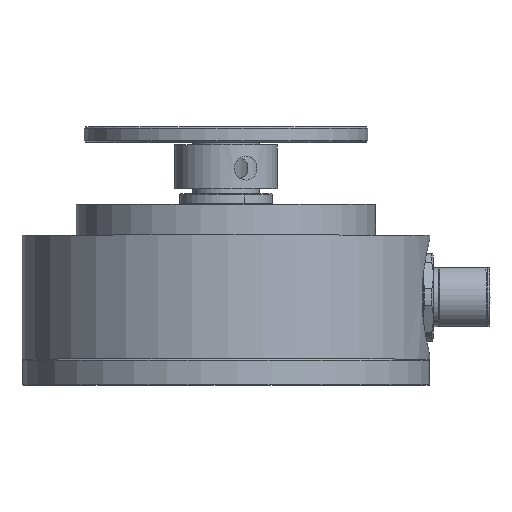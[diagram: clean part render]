
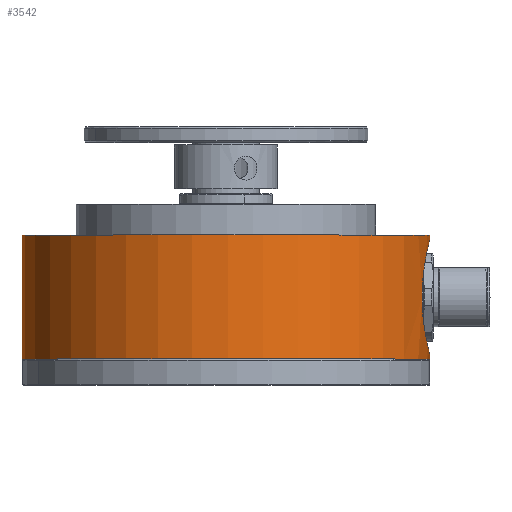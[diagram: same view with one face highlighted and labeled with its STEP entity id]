
A CAD part, top view. The second image highlights one B-rep face of the part: STEP entity #3542.
In plain terms, the highlighted cylindrical face has radius 39.5 mm (diameter 79 mm), a partial arc.
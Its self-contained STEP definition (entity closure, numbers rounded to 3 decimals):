
#172 = CARTESIAN_POINT ( 'NONE',  ( 41.032, -14.055, 2.679 ) ) ;
#174 = CARTESIAN_POINT ( 'NONE',  ( 41.032, -13.255, 2.679 ) ) ;
#175 = CARTESIAN_POINT ( 'NONE',  ( 41.036, -13.255, 3.045 ) ) ;
#176 = LINE ( 'NONE', #172, #7278 ) ;
#177 = CARTESIAN_POINT ( 'NONE',  ( 1.534, -14.055, 3.07 ) ) ;
#178 = DIRECTION ( 'NONE',  ( 0., 1., 0. ) ) ;
#179 = DIRECTION ( 'NONE',  ( -1., 0., 0.01 ) ) ;
#180 = DIRECTION ( 'NONE',  ( 0., 1., 0. ) ) ;
#183 = CARTESIAN_POINT ( 'NONE',  ( 41.034, -13.237, 3.412 ) ) ;
#184 = CARTESIAN_POINT ( 'NONE',  ( 41.021, -13.165, 4.146 ) ) ;
#185 = CARTESIAN_POINT ( 'NONE',  ( 41.009, -13.11, 4.515 ) ) ;
#186 = CARTESIAN_POINT ( 'NONE',  ( 40.96, -12.892, 5.601 ) ) ;
#187 = CARTESIAN_POINT ( 'NONE',  ( 40.908, -12.679, 6.301 ) ) ;
#188 = CARTESIAN_POINT ( 'NONE',  ( 40.807, -12.258, 7.316 ) ) ;
#189 = CARTESIAN_POINT ( 'NONE',  ( 40.769, -12.1, 7.649 ) ) ;
#190 = CARTESIAN_POINT ( 'NONE',  ( 40.688, -11.751, 8.3 ) ) ;
#191 = CARTESIAN_POINT ( 'NONE',  ( 40.644, -11.563, 8.614 ) ) ;
#192 = CARTESIAN_POINT ( 'NONE',  ( 40.508, -10.955, 9.522 ) ) ;
#193 = CARTESIAN_POINT ( 'NONE',  ( 40.41, -10.494, 10.085 ) ) ;
#194 = CARTESIAN_POINT ( 'NONE',  ( 40.258, -9.716, 10.865 ) ) ;
#195 = CARTESIAN_POINT ( 'NONE',  ( 40.207, -9.443, 11.113 ) ) ;
#196 = CARTESIAN_POINT ( 'NONE',  ( 40.108, -8.88, 11.576 ) ) ;
#197 = CARTESIAN_POINT ( 'NONE',  ( 40.059, -8.589, 11.793 ) ) ;
#198 = CARTESIAN_POINT ( 'NONE',  ( 39.966, -7.985, 12.198 ) ) ;
#199 = CARTESIAN_POINT ( 'NONE',  ( 39.92, -7.673, 12.386 ) ) ;
#200 = CARTESIAN_POINT ( 'NONE',  ( 39.834, -7.029, 12.733 ) ) ;
#201 = CARTESIAN_POINT ( 'NONE',  ( 39.794, -6.695, 12.892 ) ) ;
#202 = CARTESIAN_POINT ( 'NONE',  ( 39.683, -5.671, 13.319 ) ) ;
#203 = CARTESIAN_POINT ( 'NONE',  ( 39.623, -4.967, 13.533 ) ) ;
#204 = CARTESIAN_POINT ( 'NONE',  ( 39.563, -3.89, 13.749 ) ) ;
#205 = CARTESIAN_POINT ( 'NONE',  ( 39.548, -3.527, 13.803 ) ) ;
#206 = CARTESIAN_POINT ( 'NONE',  ( 39.527, -2.793, 13.876 ) ) ;
#207 = CARTESIAN_POINT ( 'NONE',  ( 39.522, -2.42, 13.895 ) ) ;
#208 = CARTESIAN_POINT ( 'NONE',  ( 39.522, -1.312, 13.894 ) ) ;
#209 = CARTESIAN_POINT ( 'NONE',  ( 39.543, -0.583, 13.821 ) ) ;
#210 = CARTESIAN_POINT ( 'NONE',  ( 39.624, 0.858, 13.533 ) ) ;
#211 = CARTESIAN_POINT ( 'NONE',  ( 39.684, 1.574, 13.314 ) ) ;
#212 = CARTESIAN_POINT ( 'NONE',  ( 39.832, 2.935, 12.745 ) ) ;
#213 = CARTESIAN_POINT ( 'NONE',  ( 39.919, 3.576, 12.399 ) ) ;
#214 = CARTESIAN_POINT ( 'NONE',  ( 40.06, 4.482, 11.791 ) ) ;
#215 = CARTESIAN_POINT ( 'NONE',  ( 40.109, 4.775, 11.573 ) ) ;
#216 = CARTESIAN_POINT ( 'NONE',  ( 40.209, 5.341, 11.106 ) ) ;
#217 = CARTESIAN_POINT ( 'NONE',  ( 40.26, 5.614, 10.858 ) ) ;
#218 = CARTESIAN_POINT ( 'NONE',  ( 40.41, 6.386, 10.083 ) ) ;
#219 = CARTESIAN_POINT ( 'NONE',  ( 40.509, 6.847, 9.521 ) ) ;
#220 = CARTESIAN_POINT ( 'NONE',  ( 40.645, 7.456, 8.609 ) ) ;
#221 = CARTESIAN_POINT ( 'NONE',  ( 40.689, 7.646, 8.292 ) ) ;
#222 = CARTESIAN_POINT ( 'NONE',  ( 40.77, 7.993, 7.643 ) ) ;
#223 = CARTESIAN_POINT ( 'NONE',  ( 40.807, 8.149, 7.312 ) ) ;
#224 = CARTESIAN_POINT ( 'NONE',  ( 40.908, 8.569, 6.3 ) ) ;
#225 = CARTESIAN_POINT ( 'NONE',  ( 40.96, 8.783, 5.601 ) ) ;
#226 = CARTESIAN_POINT ( 'NONE',  ( 41.009, 9., 4.511 ) ) ;
#227 = CARTESIAN_POINT ( 'NONE',  ( 41.021, 9.055, 4.144 ) ) ;
#228 = CARTESIAN_POINT ( 'NONE',  ( 41.034, 9.127, 3.412 ) ) ;
#229 = CARTESIAN_POINT ( 'NONE',  ( 41.036, 9.145, 3.045 ) ) ;
#230 = CARTESIAN_POINT ( 'NONE',  ( 41.032, 9.145, 2.679 ) ) ;
#231 = LINE ( 'NONE', #232, #7377 ) ;
#232 = CARTESIAN_POINT ( 'NONE',  ( 41.032, -14.055, 2.679 ) ) ;
#233 = DIRECTION ( 'NONE',  ( 0., 1., 0. ) ) ;
#237 = CARTESIAN_POINT ( 'NONE',  ( 1.534, 9.945, 3.07 ) ) ;
#238 = DIRECTION ( 'NONE',  ( 0., -1., 0. ) ) ;
#239 = DIRECTION ( 'NONE',  ( -1., 0., 0.01 ) ) ;
#350 = CARTESIAN_POINT ( 'NONE',  ( 41.032, -14.055, 2.679 ) ) ;
#378 = CARTESIAN_POINT ( 'NONE',  ( 41.032, -13.255, 2.679 ) ) ;
#380 = CARTESIAN_POINT ( 'NONE',  ( -37.964, -14.055, 3.461 ) ) ;
#381 = CARTESIAN_POINT ( 'NONE',  ( 41.032, 9.145, 2.679 ) ) ;
#385 = CARTESIAN_POINT ( 'NONE',  ( 41.032, 9.945, 2.679 ) ) ;
#386 = CARTESIAN_POINT ( 'NONE',  ( -37.964, 9.945, 3.461 ) ) ;
#759 = EDGE_LOOP ( 'NONE', ( #823, #824, #825, #826, #827, #828 ) ) ;
#823 = ORIENTED_EDGE ( 'NONE', *, *, #3976, .T. ) ;
#824 = ORIENTED_EDGE ( 'NONE', *, *, #3977, .T. ) ;
#825 = ORIENTED_EDGE ( 'NONE', *, *, #3978, .T. ) ;
#826 = ORIENTED_EDGE ( 'NONE', *, *, #3979, .T. ) ;
#827 = ORIENTED_EDGE ( 'NONE', *, *, #3980, .T. ) ;
#828 = ORIENTED_EDGE ( 'NONE', *, *, #3255, .F. ) ;
#3255 = EDGE_CURVE ( 'NONE', #5963, #5973, #6507, .T. ) ;
#3542 = ADVANCED_FACE ( 'NONE', ( #7658 ), #7657, .T. ) ;
#3976 = EDGE_CURVE ( 'NONE', #5963, #5969, #7306, .T. ) ;
#3977 = EDGE_CURVE ( 'NONE', #5969, #5961, #176, .T. ) ;
#3978 = EDGE_CURVE ( 'NONE', #5961, #5965, #4723, .T. ) ;
#3979 = EDGE_CURVE ( 'NONE', #5965, #5972, #231, .T. ) ;
#3980 = EDGE_CURVE ( 'NONE', #5972, #5973, #7700, .T. ) ;
#4723 = B_SPLINE_CURVE_WITH_KNOTS ( 'NONE', 3,
 ( #174, #175, #183, #184, #185, #186, #187, #188, #189, #190, #191, #192, #193, #194, #195, #196, #197, #198, #199, #200, #201, #202, #203, #204, #205, #206, #207, #208, #209, #210, #211, #212, #213, #214, #215, #216, #217, #218, #219, #220, #221, #222, #223, #224, #225, #226, #227, #228, #229, #230 ),
 .UNSPECIFIED., .F., .F.,
 ( 4, 2, 2, 2, 2, 2, 2, 2, 2, 2, 2, 2, 2, 2, 2, 2, 2, 2, 2, 2, 2, 2, 2, 2, 4 ),
 ( 0.013, 0.015, 0.016, 0.018, 0.019, 0.02, 0.022, 0.023, 0.024, 0.026, 0.027, 0.029, 0.03, 0.031, 0.033, 0.035, 0.038, 0.039, 0.04, 0.042, 0.043, 0.044, 0.046, 0.047, 0.049 ),
 .UNSPECIFIED. ) ;
#4963 = AXIS2_PLACEMENT_3D ( 'NONE', #7659, #7670, #7671 ) ;
#5961 = VERTEX_POINT ( 'NONE', #378 ) ;
#5963 = VERTEX_POINT ( 'NONE', #380 ) ;
#5965 = VERTEX_POINT ( 'NONE', #381 ) ;
#5969 = VERTEX_POINT ( 'NONE', #350 ) ;
#5972 = VERTEX_POINT ( 'NONE', #385 ) ;
#5973 = VERTEX_POINT ( 'NONE', #386 ) ;
#6507 = LINE ( 'NONE', #6508, #9281 ) ;
#6508 = CARTESIAN_POINT ( 'NONE',  ( -37.964, -14.055, 3.461 ) ) ;
#6509 = DIRECTION ( 'NONE',  ( 0., 1., 0. ) ) ;
#7278 = VECTOR ( 'NONE', #180, 1000. ) ;
#7306 = CIRCLE ( 'NONE', #7704, 39.5 ) ;
#7377 = VECTOR ( 'NONE', #233, 1000. ) ;
#7657 = CYLINDRICAL_SURFACE ( 'NONE', #4963, 39.5 ) ;
#7658 = FACE_OUTER_BOUND ( 'NONE', #759, .T. ) ;
#7659 = CARTESIAN_POINT ( 'NONE',  ( 1.534, -14.055, 3.07 ) ) ;
#7670 = DIRECTION ( 'NONE',  ( 0., 1., 0. ) ) ;
#7671 = DIRECTION ( 'NONE',  ( -1., 0., 0.01 ) ) ;
#7692 = AXIS2_PLACEMENT_3D ( 'NONE', #237, #238, #239 ) ;
#7700 = CIRCLE ( 'NONE', #7692, 39.5 ) ;
#7704 = AXIS2_PLACEMENT_3D ( 'NONE', #177, #178, #179 ) ;
#9281 = VECTOR ( 'NONE', #6509, 1000. ) ;
